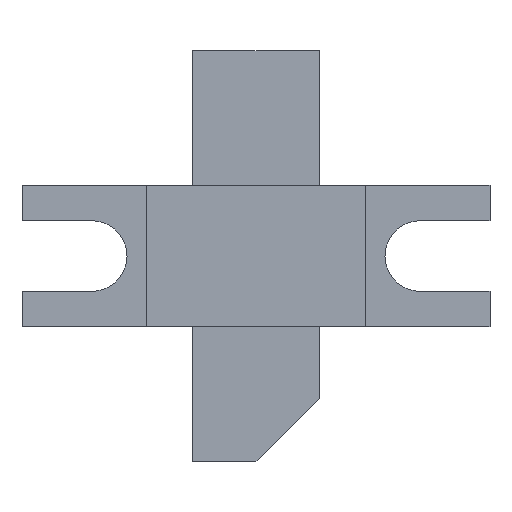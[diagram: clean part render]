
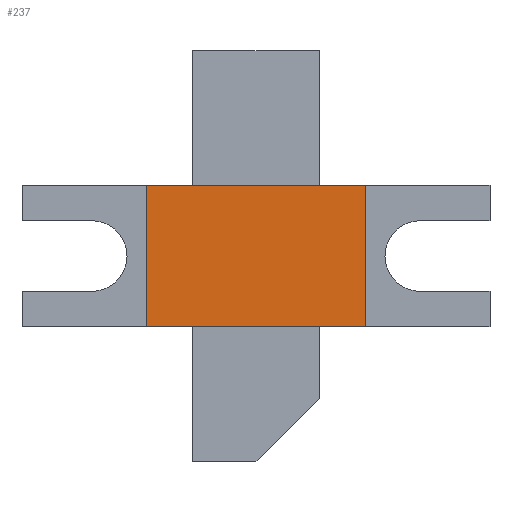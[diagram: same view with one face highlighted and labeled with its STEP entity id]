
A CAD part, top view. The second image highlights one B-rep face of the part: STEP entity #237.
In plain terms, the highlighted planar face has unit normal (0, 0, 1).
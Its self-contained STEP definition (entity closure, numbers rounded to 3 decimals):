
#237=ADVANCED_FACE('',(#582),#584,.T.);
#582=FACE_BOUND('',#583,.T.);
#583=EDGE_LOOP('',(#850,#851,#852,#853));
#584=PLANE('',#585);
#585=AXIS2_PLACEMENT_3D('',#586,#587,#588);
#586=CARTESIAN_POINT('',(0.,0.,4.5));
#587=DIRECTION('',(0.,0.,1.));
#588=DIRECTION('',(-1.,0.,0.));
#850=ORIENTED_EDGE('',*,*,#1028,.T.);
#851=ORIENTED_EDGE('',*,*,#976,.T.);
#852=ORIENTED_EDGE('',*,*,#1027,.T.);
#853=ORIENTED_EDGE('',*,*,#984,.T.);
#976=EDGE_CURVE('',#1106,#1104,#1107,.T.);
#984=EDGE_CURVE('',#1122,#1120,#1123,.T.);
#1027=EDGE_CURVE('',#1104,#1122,#1184,.T.);
#1028=EDGE_CURVE('',#1120,#1106,#1185,.T.);
#1104=VERTEX_POINT('',#1319);
#1106=VERTEX_POINT('',#1323);
#1107=LINE('',#1324,#1325);
#1120=VERTEX_POINT('',#1351);
#1122=VERTEX_POINT('',#1355);
#1123=LINE('',#1356,#1357);
#1184=LINE('',#1503,#1504);
#1185=LINE('',#1506,#1507);
#1319=CARTESIAN_POINT('',(4.8,-3.1,4.5));
#1323=CARTESIAN_POINT('',(-4.8,-3.1,4.5));
#1324=CARTESIAN_POINT('',(-4.8,-3.1,4.5));
#1325=VECTOR('',#1326,1.);
#1326=DIRECTION('',(1.,0.,0.));
#1351=CARTESIAN_POINT('',(-4.8,3.1,4.5));
#1355=CARTESIAN_POINT('',(4.8,3.1,4.5));
#1356=CARTESIAN_POINT('',(4.8,3.1,4.5));
#1357=VECTOR('',#1358,1.);
#1358=DIRECTION('',(-1.,0.,0.));
#1503=CARTESIAN_POINT('',(4.8,-3.1,4.5));
#1504=VECTOR('',#1505,1.);
#1505=DIRECTION('',(0.,1.,0.));
#1506=CARTESIAN_POINT('',(-4.8,3.1,4.5));
#1507=VECTOR('',#1508,1.);
#1508=DIRECTION('',(0.,-1.,0.));
